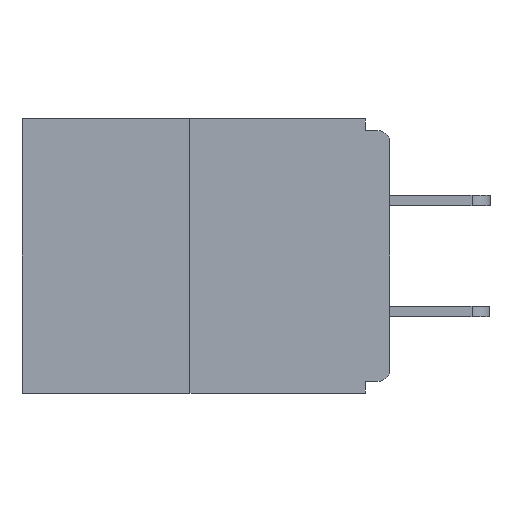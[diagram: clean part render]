
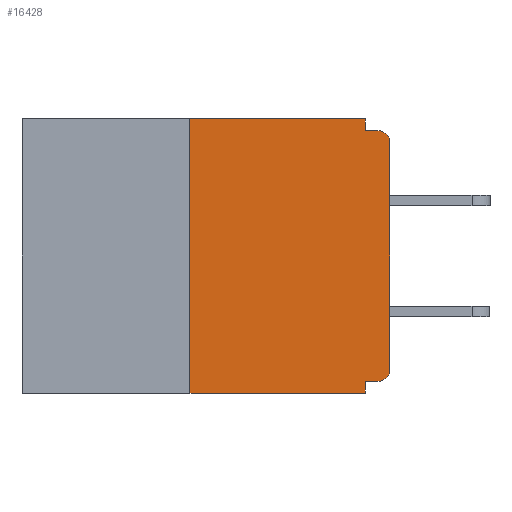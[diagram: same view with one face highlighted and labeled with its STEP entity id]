
A CAD part, left-side view. The second image highlights one B-rep face of the part: STEP entity #16428.
In plain terms, the highlighted planar face has unit normal (-1, 0, 0).
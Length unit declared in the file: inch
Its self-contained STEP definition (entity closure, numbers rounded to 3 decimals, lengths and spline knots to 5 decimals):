
#57 = CARTESIAN_POINT ( 'NONE',  ( 0., 0.031, 0. ) ) ;
#69 = LINE ( 'NONE', #6564, #10140 ) ;
#116 = ORIENTED_EDGE ( 'NONE', *, *, #5803, .T. ) ;
#596 = CARTESIAN_POINT ( 'NONE',  ( 0., 0.25, -0.343 ) ) ;
#926 = CARTESIAN_POINT ( 'NONE',  ( 0., 0., -0.328 ) ) ;
#1018 = CIRCLE ( 'NONE', #15152, 0.015 ) ;
#1127 = ORIENTED_EDGE ( 'NONE', *, *, #10282, .F. ) ;
#1442 = ORIENTED_EDGE ( 'NONE', *, *, #19805, .T. ) ;
#1450 = EDGE_CURVE ( 'NONE', #6121, #6745, #9762, .T. ) ;
#2862 = VECTOR ( 'NONE', #11849, 39.37008 ) ;
#3018 = VECTOR ( 'NONE', #11385, 39.37008 ) ;
#3558 = ORIENTED_EDGE ( 'NONE', *, *, #7143, .T. ) ;
#3635 = DIRECTION ( 'NONE',  ( -1., 0., 0. ) ) ;
#3896 = CARTESIAN_POINT ( 'NONE',  ( 0., 0.46, 0. ) ) ;
#4490 = CARTESIAN_POINT ( 'NONE',  ( 0., 0.015, -0.328 ) ) ;
#4915 = VECTOR ( 'NONE', #19246, 39.37008 ) ;
#5101 = EDGE_LOOP ( 'NONE', ( #14465, #5734, #3558, #1127, #20086, #21408, #1442, #116, #14665, #24547 ) ) ;
#5532 = VERTEX_POINT ( 'NONE', #18608 ) ;
#5540 = CARTESIAN_POINT ( 'NONE',  ( 0., 0.46, -0.343 ) ) ;
#5687 = DIRECTION ( 'NONE',  ( 0., 0., 1. ) ) ;
#5734 = ORIENTED_EDGE ( 'NONE', *, *, #1450, .F. ) ;
#5803 = EDGE_CURVE ( 'NONE', #24433, #23488, #21688, .T. ) ;
#5893 = CARTESIAN_POINT ( 'NONE',  ( 0., 0.031, -0.343 ) ) ;
#6121 = VERTEX_POINT ( 'NONE', #596 ) ;
#6564 = CARTESIAN_POINT ( 'NONE',  ( 0., 0., 0. ) ) ;
#6665 = CARTESIAN_POINT ( 'NONE',  ( 0., 0., -0.03 ) ) ;
#6745 = VERTEX_POINT ( 'NONE', #18931 ) ;
#7143 = EDGE_CURVE ( 'NONE', #6121, #11189, #11168, .T. ) ;
#7513 = CARTESIAN_POINT ( 'NONE',  ( 0., 0.25, 0. ) ) ;
#7982 = FACE_OUTER_BOUND ( 'NONE', #5101, .T. ) ;
#8347 = DIRECTION ( 'NONE',  ( 0., -1., 0. ) ) ;
#8462 = DIRECTION ( 'NONE',  ( 0., 0., 1. ) ) ;
#8744 = VECTOR ( 'NONE', #14187, 39.37008 ) ;
#8752 = EDGE_CURVE ( 'NONE', #15697, #5532, #23085, .T. ) ;
#8858 = EDGE_CURVE ( 'NONE', #10811, #16773, #18279, .T. ) ;
#8959 = AXIS2_PLACEMENT_3D ( 'NONE', #3896, #24569, #19241 ) ;
#9450 = DIRECTION ( 'NONE',  ( -1., 0., 0. ) ) ;
#9762 = LINE ( 'NONE', #7513, #23490 ) ;
#10140 = VECTOR ( 'NONE', #8462, 39.37008 ) ;
#10282 = EDGE_CURVE ( 'NONE', #16773, #11189, #15029, .T. ) ;
#10811 = VERTEX_POINT ( 'NONE', #4490 ) ;
#11168 = LINE ( 'NONE', #5540, #15957 ) ;
#11189 = VERTEX_POINT ( 'NONE', #5893 ) ;
#11290 = CARTESIAN_POINT ( 'NONE',  ( 0., 0.031, -0.328 ) ) ;
#11385 = DIRECTION ( 'NONE',  ( 0., -1., 0. ) ) ;
#11849 = DIRECTION ( 'NONE',  ( 0., 0., -1. ) ) ;
#12296 = CARTESIAN_POINT ( 'NONE',  ( 0., 0.015, -0.015 ) ) ;
#12764 = EDGE_CURVE ( 'NONE', #10811, #20872, #1018, .T. ) ;
#13027 = DIRECTION ( 'NONE',  ( 0., 0., -1. ) ) ;
#13644 = CARTESIAN_POINT ( 'NONE',  ( 0., 0., -0.015 ) ) ;
#14187 = DIRECTION ( 'NONE',  ( 0., 1., 0. ) ) ;
#14465 = ORIENTED_EDGE ( 'NONE', *, *, #22951, .F. ) ;
#14665 = ORIENTED_EDGE ( 'NONE', *, *, #20672, .F. ) ;
#15029 = LINE ( 'NONE', #17580, #4915 ) ;
#15152 = AXIS2_PLACEMENT_3D ( 'NONE', #16386, #9450, #13027 ) ;
#15412 = PLANE ( 'NONE',  #8959 ) ;
#15697 = VERTEX_POINT ( 'NONE', #57 ) ;
#15957 = VECTOR ( 'NONE', #21100, 39.37008 ) ;
#16386 = CARTESIAN_POINT ( 'NONE',  ( 0., 0.015, -0.313 ) ) ;
#16428 = ADVANCED_FACE ( 'NONE', ( #7982 ), #15412, .F. ) ;
#16773 = VERTEX_POINT ( 'NONE', #11290 ) ;
#17573 = LINE ( 'NONE', #13644, #3018 ) ;
#17580 = CARTESIAN_POINT ( 'NONE',  ( 0., 0.031, -0.343 ) ) ;
#17640 = AXIS2_PLACEMENT_3D ( 'NONE', #19066, #3635, #20903 ) ;
#18089 = VECTOR ( 'NONE', #8347, 39.37008 ) ;
#18279 = LINE ( 'NONE', #926, #8744 ) ;
#18608 = CARTESIAN_POINT ( 'NONE',  ( 0., 0.031, -0.015 ) ) ;
#18931 = CARTESIAN_POINT ( 'NONE',  ( 0., 0.25, 0. ) ) ;
#19066 = CARTESIAN_POINT ( 'NONE',  ( 0., 0.015, -0.03 ) ) ;
#19241 = DIRECTION ( 'NONE',  ( 0., 0., -1. ) ) ;
#19246 = DIRECTION ( 'NONE',  ( 0., 0., -1. ) ) ;
#19779 = CARTESIAN_POINT ( 'NONE',  ( 0., 0.46, 0. ) ) ;
#19805 = EDGE_CURVE ( 'NONE', #20872, #24433, #69, .T. ) ;
#19812 = CARTESIAN_POINT ( 'NONE',  ( 0., 0., -0.313 ) ) ;
#20086 = ORIENTED_EDGE ( 'NONE', *, *, #8858, .F. ) ;
#20672 = EDGE_CURVE ( 'NONE', #5532, #23488, #17573, .T. ) ;
#20872 = VERTEX_POINT ( 'NONE', #19812 ) ;
#20903 = DIRECTION ( 'NONE',  ( 0., 0., -1. ) ) ;
#21100 = DIRECTION ( 'NONE',  ( 0., -1., 0. ) ) ;
#21408 = ORIENTED_EDGE ( 'NONE', *, *, #12764, .T. ) ;
#21688 = CIRCLE ( 'NONE', #17640, 0.015 ) ;
#22951 = EDGE_CURVE ( 'NONE', #6745, #15697, #23176, .T. ) ;
#23085 = LINE ( 'NONE', #23294, #2862 ) ;
#23176 = LINE ( 'NONE', #19779, #18089 ) ;
#23294 = CARTESIAN_POINT ( 'NONE',  ( 0., 0.031, 0. ) ) ;
#23488 = VERTEX_POINT ( 'NONE', #12296 ) ;
#23490 = VECTOR ( 'NONE', #5687, 39.37008 ) ;
#24433 = VERTEX_POINT ( 'NONE', #6665 ) ;
#24547 = ORIENTED_EDGE ( 'NONE', *, *, #8752, .F. ) ;
#24569 = DIRECTION ( 'NONE',  ( 1., 0., 0. ) ) ;
